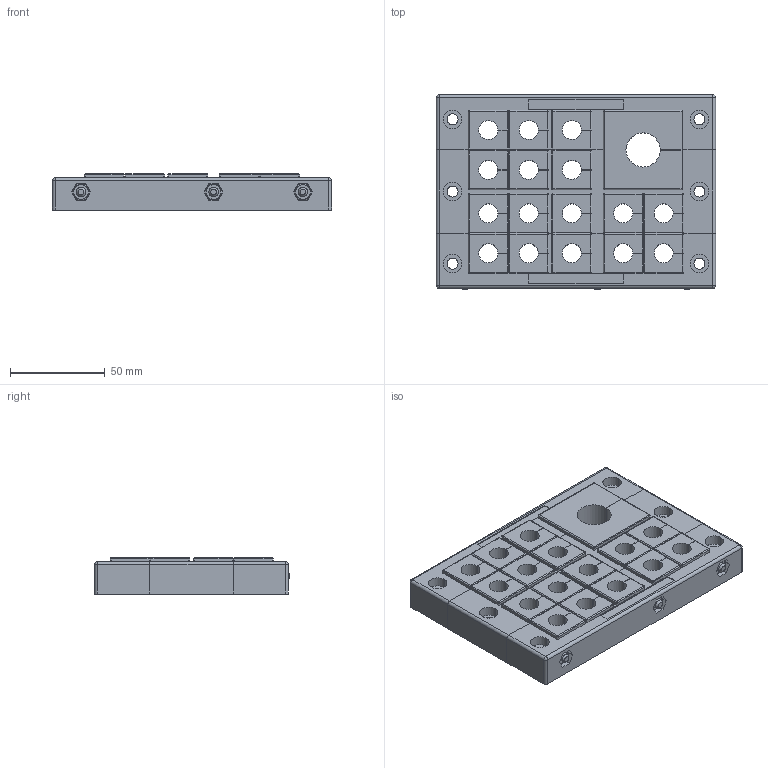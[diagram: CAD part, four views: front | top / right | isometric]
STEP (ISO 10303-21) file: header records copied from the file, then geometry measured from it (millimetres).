
FILE_DESCRIPTION(('STEP AP242'),'1');
FILE_NAME('42224.stp','2020-06-03T12:43:05',('TraceParts'),('TraceParts S.A.'),'Spatial InterOp 3D',' ',' ');
FILE_SCHEMA(('AP242_MANAGED_MODEL_BASED_3D_ENGINEERING_MIM_LF {1 0 10303 442 1 1 4}'));
Length unit declared in the file: millimetre
Products named in the file (1): 42224_1
Bounding box: 147 x 102.5 x 19 mm (x, y, z)
Volume: 250236.1 mm3; surface area: 113877.4 mm2
Topology: 26 solids, 26 shells, 848 faces, 2112 edges, 1264 vertices
Faces by surface type: plane 457, cylinder 283, sphere 72, cone 30, torus 6
Entity records: 24607 total; most frequent: CARTESIAN_POINT 4412, DIRECTION 4306, ORIENTED_EDGE 4080, EDGE_CURVE 2040, AXIS2_PLACEMENT_3D 1446, LINE 1414, VECTOR 1414, VERTEX_POINT 1264
